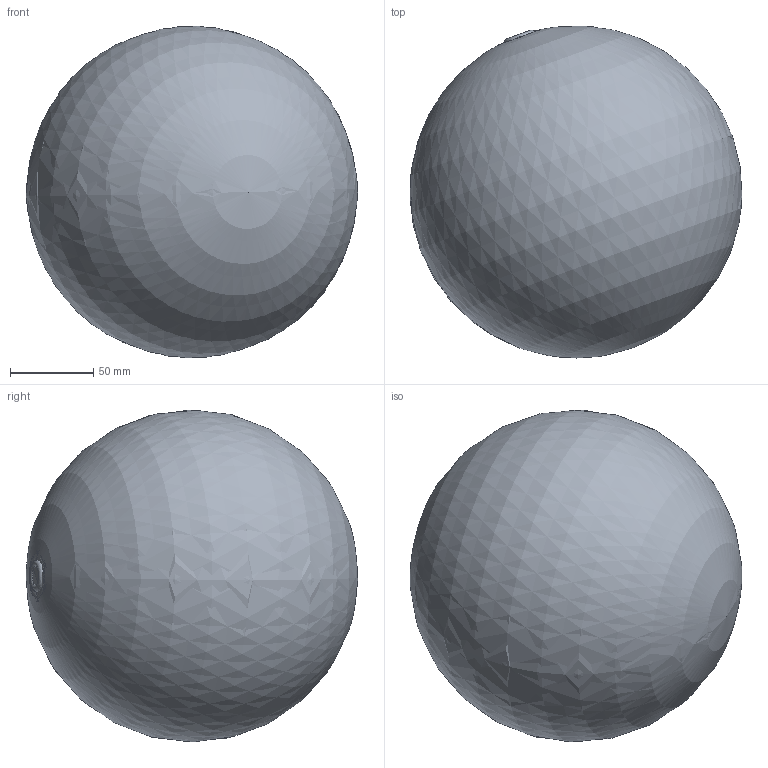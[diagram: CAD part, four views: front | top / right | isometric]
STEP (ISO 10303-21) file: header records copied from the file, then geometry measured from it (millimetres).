
FILE_DESCRIPTION((''),'2;1');
FILE_NAME('_535022-TST0001_SW0001','2017-03-22T',('sparenzan'),(''),'CREO PARAMETRIC BY PTC INC, 2016050','CREO PARAMETRIC BY PTC INC, 2016050','');
FILE_SCHEMA(('CONFIG_CONTROL_DESIGN'));
Products named in the file (1): _535022-TST0001_SW0001
Bounding box: 199.88 x 199.88 x 199.88 mm (x, y, z)
Surface area: 338989 mm2 (no closed solid volume)
Topology: 0 solids, 0 shells, 1783 faces, 8716 edges, 8567 vertices
Faces by surface type: bspline 1582, torus 103, sphere 98
Entity records: 162494 total; most frequent: CARTESIAN_POINT 90610, DIRECTION 10221, TRIMMED_CURVE 8689, DEFINITIONAL_REPRESENTATION 8516, PCURVE 8516, COMPOSITE_CURVE_SEGMENT 8516, VECTOR 7559, LINE 7559
